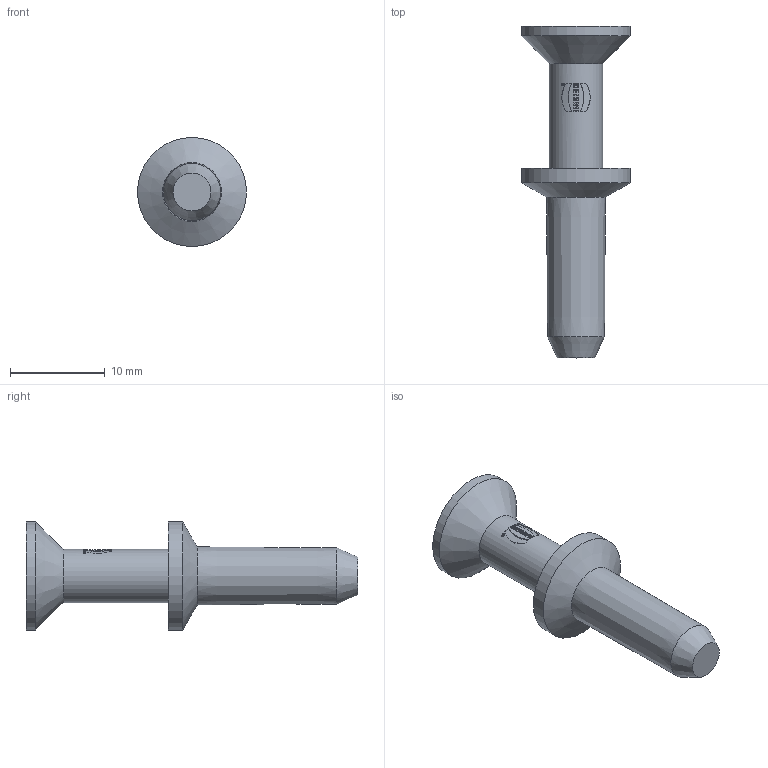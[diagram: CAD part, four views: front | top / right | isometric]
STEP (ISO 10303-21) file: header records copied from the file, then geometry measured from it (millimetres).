
FILE_DESCRIPTION(/* description */ (''),/* implementation_level */ '2;1');
FILE_NAME(/* name */ '100198476ugm000_b.stp',/* time_stamp */ '2017-11-03T09:38:21+01:00',/* author */ (''),/* organization */ (''),/* preprocessor_version */ 'ST-DEVELOPER v16',/* originating_system */ 'SIEMENS PLM Software NX 10.0',/* authorisation */ '');
FILE_SCHEMA (('AUTOMOTIVE_DESIGN { 1 0 10303 214 3 1 1 1 }'));
Length unit declared in the file: millimetre
Products named in the file (1): 100198476ugm000_b
Bounding box: 11.5 x 35 x 11.5 mm (x, y, z)
Volume: 1055.3 mm3; surface area: 1211.4 mm2
Topology: 1 solids, 1 shells, 116 faces, 286 edges, 190 vertices
Faces by surface type: plane 81, cylinder 22, bspline 9, cone 4
Full cylindrical faces by diameter (mm): 0.226 x1, 0.296 x1, 4.3 x1, 5.6 x1, 11.5 x2
Entity records: 3969 total; most frequent: CARTESIAN_POINT 1066, DIRECTION 573, ORIENTED_EDGE 552, EDGE_CURVE 276, AXIS2_PLACEMENT_3D 213, VERTEX_POINT 189, LINE 147, VECTOR 147
